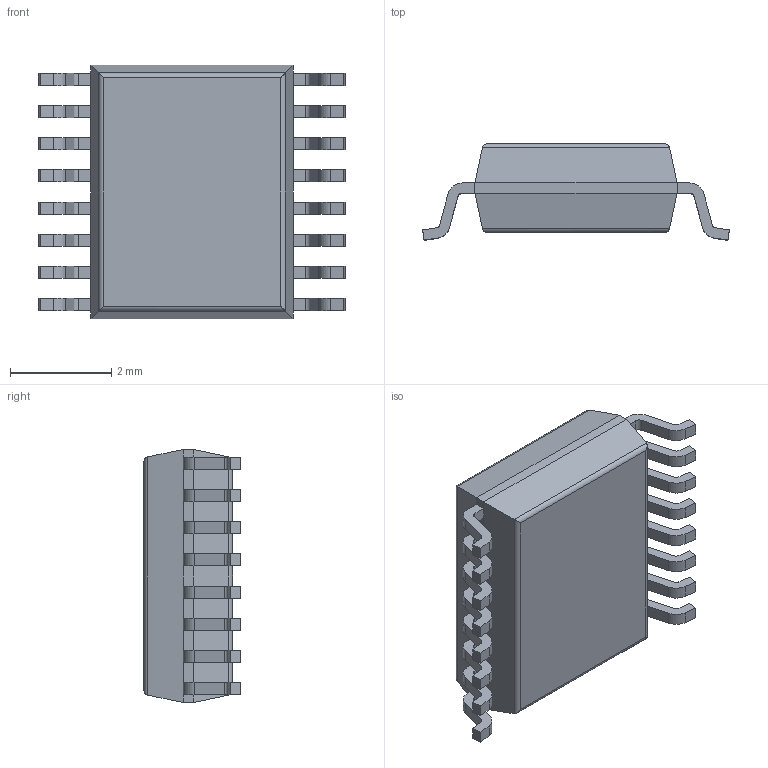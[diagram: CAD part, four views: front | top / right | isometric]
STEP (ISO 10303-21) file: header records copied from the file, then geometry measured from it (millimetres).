
FILE_DESCRIPTION (( 'STEP AP214' ), '1' );
FILE_NAME ('User Library-IPC SO.STEP', '2020-04-11T10:34:04', ( '' ), ( '' ), 'SwSTEP 2.0', 'SolidWorks 2019', '' );
FILE_SCHEMA (( 'AUTOMOTIVE_DESIGN' ));
Length unit declared in the file: millimetre
Products named in the file (1): User Library-IPC SO
Bounding box: 6.06 x 1.9 x 5 mm (x, y, z)
Volume: 33.9 mm3; surface area: 87.2 mm2
Topology: 1 solids, 1 shells, 249 faces, 658 edges, 412 vertices
Faces by surface type: plane 175, cylinder 74
Entity records: 10337 total; most frequent: CARTESIAN_POINT 1344, ORIENTED_EDGE 1316, DIRECTION 1282, EDGE_CURVE 658, VECTOR 518, LINE 518, VERTEX_POINT 412, AXIS2_PLACEMENT_3D 382
